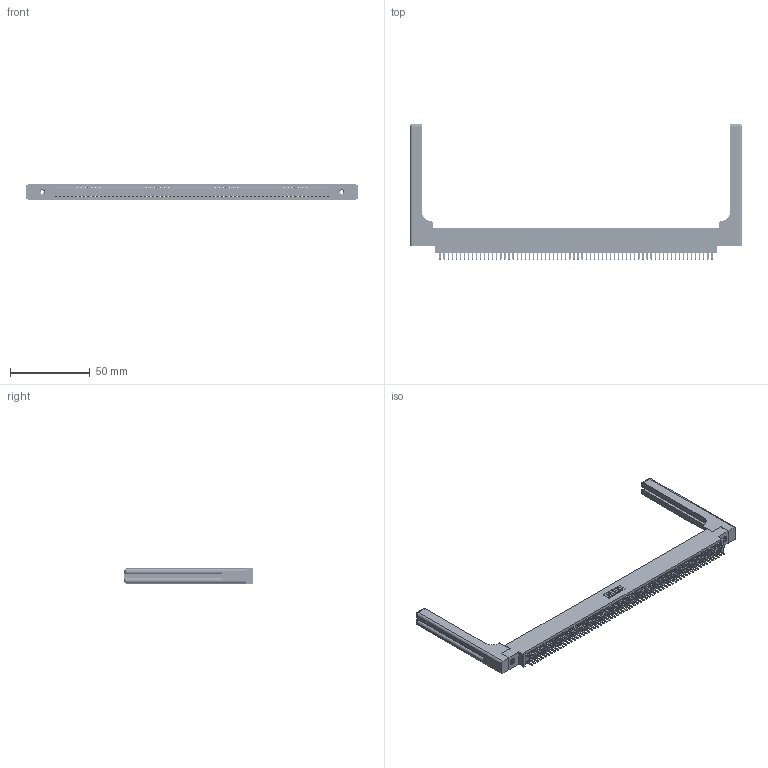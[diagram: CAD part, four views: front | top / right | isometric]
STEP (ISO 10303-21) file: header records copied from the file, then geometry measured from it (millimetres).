
FILE_DESCRIPTION (( 'STEP AP203' ), '1' );
FILE_NAME ('395-136-520-858.STEP', '2019-10-29T14:56:01', ( '' ), ( '' ), 'SwSTEP 2.0', 'SolidWorks 2016', '' );
FILE_SCHEMA (( 'CONFIG_CONTROL_DESIGN' ));
Length unit declared in the file: inch
Products named in the file (5): 345-292-001_345-293-120; 345-250-001_345-250-001-102; 345-220-058_345-220-058; 395-136-520-858; 345 Part_0.170 Offset - 0.156 Dia-TH
Assembly tree (141 placements, depth 2):
  395-136-520-858
    345 Part_0.170 Offset - 0.156 Dia-TH
    345-292-001_345-293-120  x136
    345-250-001_345-250-001-102  x2
    345-220-058_345-220-058  x2
Bounding box: 207.75 x 84.96 x 9.4 mm (x, y, z)
Volume: 28724 mm3; surface area: 35510 mm2
Topology: 141 solids, 141 shells, 7730 faces, 22371 edges, 14530 vertices
Faces by surface type: plane 4992, cylinder 2678, bspline 36, cone 12, sphere 8, torus 4
Entity records: 55282 total; most frequent: CARTESIAN_POINT 10249, ORIENTED_EDGE 8968, DIRECTION 7924, EDGE_CURVE 4484, LINE 3984, VECTOR 3984, VERTEX_POINT 2978, AXIS2_PLACEMENT_3D 1970
